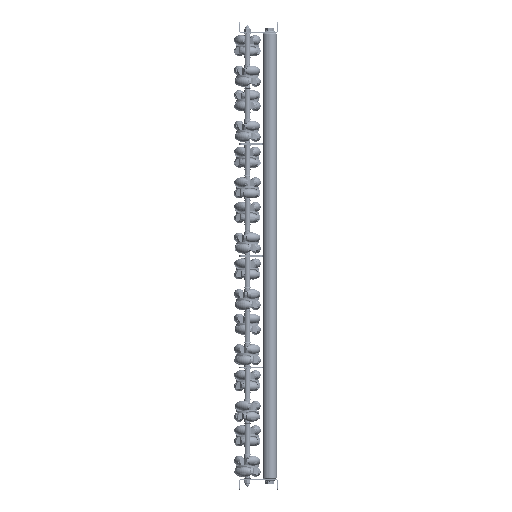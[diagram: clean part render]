
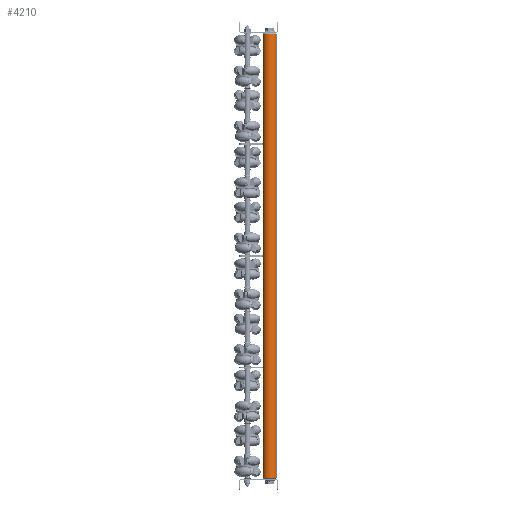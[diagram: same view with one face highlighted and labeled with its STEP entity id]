
A CAD part, left-side view. The second image highlights one B-rep face of the part: STEP entity #4210.
In plain terms, the highlighted cylindrical face has radius 12.5 mm (diameter 25 mm), a partial arc.
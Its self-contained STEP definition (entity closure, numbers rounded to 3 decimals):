
#397 = CARTESIAN_POINT ( 'NONE',  ( 800., 0., 0. ) ) ;
#534 = DIRECTION ( 'NONE',  ( 1., 0., 0. ) ) ;
#576 = EDGE_CURVE ( 'NONE', #10138, #4352, #12561, .T. ) ;
#843 = LINE ( 'NONE', #2165, #9798 ) ;
#1364 = DIRECTION ( 'NONE',  ( 0., 0., -1. ) ) ;
#2165 = CARTESIAN_POINT ( 'NONE',  ( 800., 0., -12.5 ) ) ;
#2244 = CIRCLE ( 'NONE', #17067, 12.5 ) ;
#2964 = CARTESIAN_POINT ( 'NONE',  ( 799., 0., -12.5 ) ) ;
#3461 = EDGE_CURVE ( 'NONE', #11101, #15642, #2244, .T. ) ;
#3695 = ORIENTED_EDGE ( 'NONE', *, *, #14224, .F. ) ;
#4146 = DIRECTION ( 'NONE',  ( -1., 0., 0. ) ) ;
#4210 = ADVANCED_FACE ( 'NONE', ( #10166 ), #5593, .T. ) ;
#4352 = VERTEX_POINT ( 'NONE', #13619 ) ;
#4760 = DIRECTION ( 'NONE',  ( 0., 0., 1. ) ) ;
#4888 = DIRECTION ( 'NONE',  ( 0., 0., -1. ) ) ;
#5593 = CYLINDRICAL_SURFACE ( 'NONE', #17378, 12.5 ) ;
#5928 = AXIS2_PLACEMENT_3D ( 'NONE', #16044, #15659, #1364 ) ;
#8750 = DIRECTION ( 'NONE',  ( -1., 0., 0. ) ) ;
#9344 = EDGE_LOOP ( 'NONE', ( #3695, #11945, #14093, #15793 ) ) ;
#9568 = DIRECTION ( 'NONE',  ( -1., 0., 0. ) ) ;
#9798 = VECTOR ( 'NONE', #9568, 1000. ) ;
#10138 = VERTEX_POINT ( 'NONE', #2964 ) ;
#10166 = FACE_OUTER_BOUND ( 'NONE', #9344, .T. ) ;
#11031 = CARTESIAN_POINT ( 'NONE',  ( 1., 0., -12.5 ) ) ;
#11101 = VERTEX_POINT ( 'NONE', #18138 ) ;
#11945 = ORIENTED_EDGE ( 'NONE', *, *, #576, .T. ) ;
#12561 = CIRCLE ( 'NONE', #5928, 12.5 ) ;
#13114 = EDGE_CURVE ( 'NONE', #4352, #11101, #14354, .T. ) ;
#13619 = CARTESIAN_POINT ( 'NONE',  ( 799., 0., 12.5 ) ) ;
#14093 = ORIENTED_EDGE ( 'NONE', *, *, #13114, .T. ) ;
#14224 = EDGE_CURVE ( 'NONE', #10138, #15642, #843, .T. ) ;
#14257 = CARTESIAN_POINT ( 'NONE',  ( 800., 0., 12.5 ) ) ;
#14354 = LINE ( 'NONE', #14257, #17112 ) ;
#15642 = VERTEX_POINT ( 'NONE', #11031 ) ;
#15659 = DIRECTION ( 'NONE',  ( -1., 0., 0. ) ) ;
#15793 = ORIENTED_EDGE ( 'NONE', *, *, #3461, .T. ) ;
#16044 = CARTESIAN_POINT ( 'NONE',  ( 799., 0., 0. ) ) ;
#16451 = CARTESIAN_POINT ( 'NONE',  ( 1., 0., 0. ) ) ;
#17067 = AXIS2_PLACEMENT_3D ( 'NONE', #16451, #534, #4888 ) ;
#17112 = VECTOR ( 'NONE', #4146, 1000. ) ;
#17378 = AXIS2_PLACEMENT_3D ( 'NONE', #397, #8750, #4760 ) ;
#18138 = CARTESIAN_POINT ( 'NONE',  ( 1., 0., 12.5 ) ) ;
